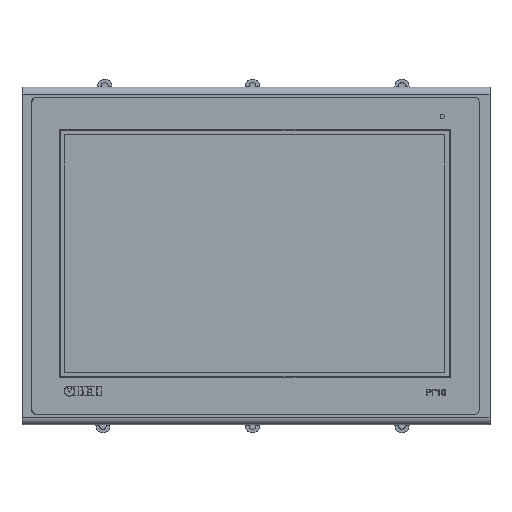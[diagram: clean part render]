
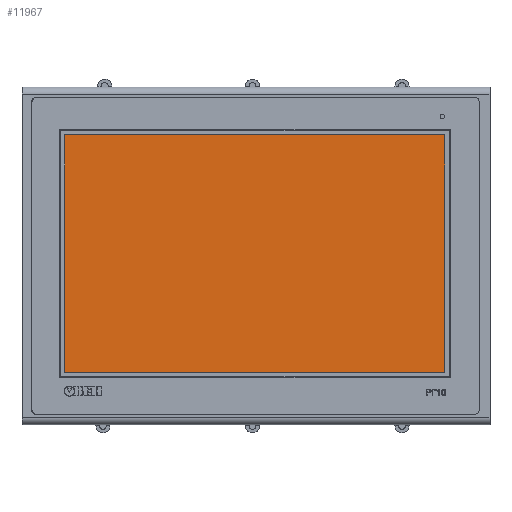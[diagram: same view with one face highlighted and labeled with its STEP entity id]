
A CAD part, top view. The second image highlights one B-rep face of the part: STEP entity #11967.
In plain terms, the highlighted planar face has unit normal (0, 0, 1).
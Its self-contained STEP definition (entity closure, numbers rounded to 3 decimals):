
#223 = VECTOR ( 'NONE', #51554, 1000. ) ;
#1067 = DIRECTION ( 'NONE',  ( 1., 0., 0. ) ) ;
#1920 = VECTOR ( 'NONE', #68406, 1000. ) ;
#4676 = LINE ( 'NONE', #36346, #1920 ) ;
#10289 = EDGE_CURVE ( 'NONE', #67970, #97195, #4676, .T. ) ;
#11967 = ADVANCED_FACE ( 'NONE', ( #66891 ), #106851, .T. ) ;
#12381 = EDGE_CURVE ( 'NONE', #97195, #45211, #67916, .T. ) ;
#16926 = VERTEX_POINT ( 'NONE', #38321 ) ;
#19906 = DIRECTION ( 'NONE',  ( 1., 0., 0. ) ) ;
#35000 = CARTESIAN_POINT ( 'NONE',  ( 19., 159., 0.4 ) ) ;
#36346 = CARTESIAN_POINT ( 'NONE',  ( 19., 159., 0.4 ) ) ;
#38321 = CARTESIAN_POINT ( 'NONE',  ( 235., 24., 0.4 ) ) ;
#41842 = LINE ( 'NONE', #99390, #82017 ) ;
#45211 = VERTEX_POINT ( 'NONE', #61290 ) ;
#49198 = ORIENTED_EDGE ( 'NONE', *, *, #12381, .T. ) ;
#50671 = AXIS2_PLACEMENT_3D ( 'NONE', #53913, #98732, #1067 ) ;
#51554 = DIRECTION ( 'NONE',  ( 0., -1., 0. ) ) ;
#53913 = CARTESIAN_POINT ( 'NONE',  ( 0., 0., 0.4 ) ) ;
#55760 = VECTOR ( 'NONE', #63686, 1000. ) ;
#55763 = CARTESIAN_POINT ( 'NONE',  ( 19., 159., 0.4 ) ) ;
#61290 = CARTESIAN_POINT ( 'NONE',  ( 19., 24., 0.4 ) ) ;
#61296 = LINE ( 'NONE', #72953, #55760 ) ;
#63686 = DIRECTION ( 'NONE',  ( 0., 1., 0. ) ) ;
#66891 = FACE_OUTER_BOUND ( 'NONE', #107198, .T. ) ;
#67916 = LINE ( 'NONE', #35000, #223 ) ;
#67970 = VERTEX_POINT ( 'NONE', #68100 ) ;
#68100 = CARTESIAN_POINT ( 'NONE',  ( 235., 159., 0.4 ) ) ;
#68406 = DIRECTION ( 'NONE',  ( -1., 0., 0. ) ) ;
#72953 = CARTESIAN_POINT ( 'NONE',  ( 235., 159., 0.4 ) ) ;
#79837 = ORIENTED_EDGE ( 'NONE', *, *, #93315, .T. ) ;
#82017 = VECTOR ( 'NONE', #19906, 1000. ) ;
#82415 = EDGE_CURVE ( 'NONE', #16926, #67970, #61296, .T. ) ;
#90360 = ORIENTED_EDGE ( 'NONE', *, *, #10289, .T. ) ;
#93315 = EDGE_CURVE ( 'NONE', #45211, #16926, #41842, .T. ) ;
#96265 = ORIENTED_EDGE ( 'NONE', *, *, #82415, .T. ) ;
#97195 = VERTEX_POINT ( 'NONE', #55763 ) ;
#98732 = DIRECTION ( 'NONE',  ( 0., 0., 1. ) ) ;
#99390 = CARTESIAN_POINT ( 'NONE',  ( 19., 24., 0.4 ) ) ;
#106851 = PLANE ( 'NONE',  #50671 ) ;
#107198 = EDGE_LOOP ( 'NONE', ( #49198, #79837, #96265, #90360 ) ) ;
